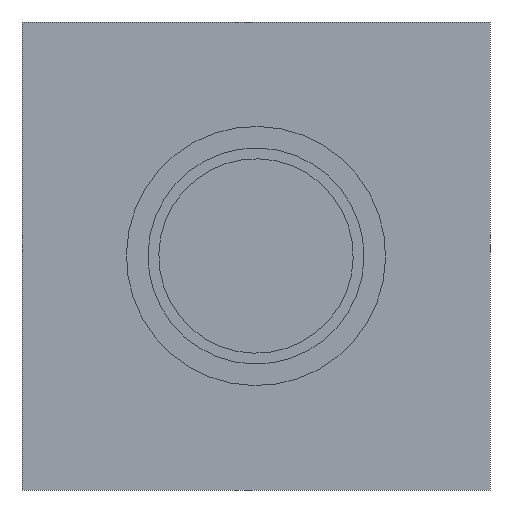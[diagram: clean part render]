
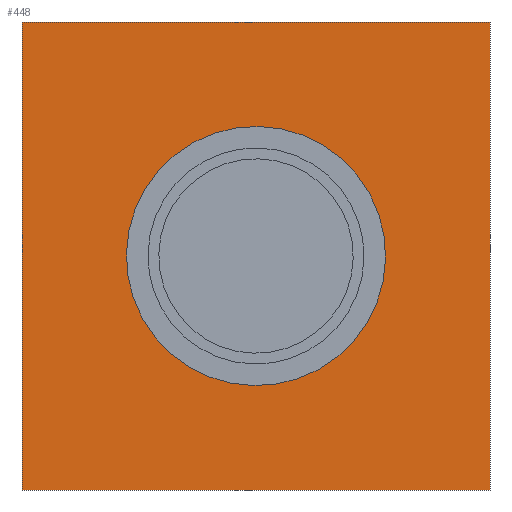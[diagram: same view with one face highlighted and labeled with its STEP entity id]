
A CAD part, left-side view. The second image highlights one B-rep face of the part: STEP entity #448.
In plain terms, the highlighted planar face has unit normal (-1, 0, 0).
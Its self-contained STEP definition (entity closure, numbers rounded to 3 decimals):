
#74=CARTESIAN_POINT('Vertex',(0.,-3.949,-37.157)) ;
#88=CARTESIAN_POINT('Vertex',(0.,3.949,-32.843)) ;
#91=CARTESIAN_POINT('Axis2P3D Location',(0.,0.,-35.)) ;
#108=CARTESIAN_POINT('Axis2P3D Location',(0.,0.,-35.)) ;
#245=CARTESIAN_POINT('Vertex',(0.,-130.,130.)) ;
#248=CARTESIAN_POINT('Line Origine',(0.,-130.,0.)) ;
#252=CARTESIAN_POINT('Vertex',(0.,-130.,-130.)) ;
#272=CARTESIAN_POINT('Line Origine',(0.,0.,-130.)) ;
#276=CARTESIAN_POINT('Vertex',(0.,130.,-130.)) ;
#296=CARTESIAN_POINT('Line Origine',(0.,130.,0.)) ;
#300=CARTESIAN_POINT('Vertex',(0.,130.,130.)) ;
#320=CARTESIAN_POINT('Line Origine',(0.,0.,130.)) ;
#341=CARTESIAN_POINT('Vertex',(0.,-23.,0.)) ;
#344=CARTESIAN_POINT('Axis2P3D Location',(0.,0.,0.)) ;
#348=CARTESIAN_POINT('Vertex',(0.,23.,0.)) ;
#363=CARTESIAN_POINT('Axis2P3D Location',(0.,0.,0.)) ;
#375=CARTESIAN_POINT('Axis2P3D Location',(0.,0.,0.)) ;
#394=CARTESIAN_POINT('Axis2P3D Location',(0.,35.,0.)) ;
#398=CARTESIAN_POINT('Vertex',(0.,32.843,3.949)) ;
#400=CARTESIAN_POINT('Vertex',(0.,37.157,-3.949)) ;
#403=CARTESIAN_POINT('Axis2P3D Location',(0.,35.,0.)) ;
#412=CARTESIAN_POINT('Axis2P3D Location',(0.,0.,35.)) ;
#416=CARTESIAN_POINT('Vertex',(0.,-3.949,32.843)) ;
#418=CARTESIAN_POINT('Vertex',(0.,3.949,37.157)) ;
#421=CARTESIAN_POINT('Axis2P3D Location',(0.,0.,35.)) ;
#430=CARTESIAN_POINT('Axis2P3D Location',(0.,-35.,0.)) ;
#434=CARTESIAN_POINT('Vertex',(0.,-32.843,-3.949)) ;
#436=CARTESIAN_POINT('Vertex',(0.,-37.157,3.949)) ;
#439=CARTESIAN_POINT('Axis2P3D Location',(0.,-35.,0.)) ;
#92=DIRECTION('Axis2P3D Direction',(1.,0.,-0.)) ;
#109=DIRECTION('Axis2P3D Direction',(1.,0.,-0.)) ;
#249=DIRECTION('Vector Direction',(0.,0.,-1.)) ;
#273=DIRECTION('Vector Direction',(0.,-1.,0.)) ;
#297=DIRECTION('Vector Direction',(0.,0.,1.)) ;
#321=DIRECTION('Vector Direction',(0.,1.,0.)) ;
#345=DIRECTION('Axis2P3D Direction',(1.,0.,0.)) ;
#364=DIRECTION('Axis2P3D Direction',(1.,0.,0.)) ;
#376=DIRECTION('Axis2P3D Direction',(1.,0.,0.)) ;
#377=DIRECTION('Axis2P3D XDirection',(0.,1.,0.)) ;
#395=DIRECTION('Axis2P3D Direction',(1.,0.,0.)) ;
#404=DIRECTION('Axis2P3D Direction',(1.,0.,0.)) ;
#413=DIRECTION('Axis2P3D Direction',(1.,0.,0.)) ;
#422=DIRECTION('Axis2P3D Direction',(1.,0.,0.)) ;
#431=DIRECTION('Axis2P3D Direction',(1.,0.,0.)) ;
#440=DIRECTION('Axis2P3D Direction',(1.,0.,0.)) ;
#93=AXIS2_PLACEMENT_3D('Circle Axis2P3D',#91,#92,$) ;
#110=AXIS2_PLACEMENT_3D('Circle Axis2P3D',#108,#109,$) ;
#346=AXIS2_PLACEMENT_3D('Circle Axis2P3D',#344,#345,$) ;
#365=AXIS2_PLACEMENT_3D('Circle Axis2P3D',#363,#364,$) ;
#378=AXIS2_PLACEMENT_3D('Plane Axis2P3D',#375,#376,#377) ;
#396=AXIS2_PLACEMENT_3D('Circle Axis2P3D',#394,#395,$) ;
#405=AXIS2_PLACEMENT_3D('Circle Axis2P3D',#403,#404,$) ;
#414=AXIS2_PLACEMENT_3D('Circle Axis2P3D',#412,#413,$) ;
#423=AXIS2_PLACEMENT_3D('Circle Axis2P3D',#421,#422,$) ;
#432=AXIS2_PLACEMENT_3D('Circle Axis2P3D',#430,#431,$) ;
#441=AXIS2_PLACEMENT_3D('Circle Axis2P3D',#439,#440,$) ;
#381=ORIENTED_EDGE('',*,*,#324,.F.) ;
#382=ORIENTED_EDGE('',*,*,#302,.F.) ;
#383=ORIENTED_EDGE('',*,*,#278,.F.) ;
#384=ORIENTED_EDGE('',*,*,#254,.F.) ;
#387=ORIENTED_EDGE('',*,*,#95,.T.) ;
#388=ORIENTED_EDGE('',*,*,#112,.T.) ;
#391=ORIENTED_EDGE('',*,*,#350,.T.) ;
#392=ORIENTED_EDGE('',*,*,#367,.T.) ;
#409=ORIENTED_EDGE('',*,*,#402,.T.) ;
#410=ORIENTED_EDGE('',*,*,#407,.T.) ;
#427=ORIENTED_EDGE('',*,*,#420,.T.) ;
#428=ORIENTED_EDGE('',*,*,#425,.T.) ;
#445=ORIENTED_EDGE('',*,*,#438,.T.) ;
#446=ORIENTED_EDGE('',*,*,#443,.T.) ;
#389=FACE_BOUND('',#386,.T.) ;
#393=FACE_BOUND('',#390,.T.) ;
#411=FACE_BOUND('',#408,.T.) ;
#429=FACE_BOUND('',#426,.T.) ;
#447=FACE_BOUND('',#444,.T.) ;
#250=VECTOR('Line Direction',#249,1.) ;
#274=VECTOR('Line Direction',#273,1.) ;
#298=VECTOR('Line Direction',#297,1.) ;
#322=VECTOR('Line Direction',#321,1.) ;
#448=ADVANCED_FACE('Corps principal',(#385,#389,#393,#411,#429,#447),#379,.F.) ;
#94=CIRCLE('generated circle',#93,4.5) ;
#111=CIRCLE('generated circle',#110,4.5) ;
#347=CIRCLE('generated circle',#346,23.) ;
#366=CIRCLE('generated circle',#365,23.) ;
#397=CIRCLE('generated circle',#396,4.5) ;
#406=CIRCLE('generated circle',#405,4.5) ;
#415=CIRCLE('generated circle',#414,4.5) ;
#424=CIRCLE('generated circle',#423,4.5) ;
#433=CIRCLE('generated circle',#432,4.5) ;
#442=CIRCLE('generated circle',#441,4.5) ;
#95=EDGE_CURVE('',#75,#89,#94,.T.) ;
#112=EDGE_CURVE('',#89,#75,#111,.T.) ;
#254=EDGE_CURVE('',#246,#253,#251,.T.) ;
#278=EDGE_CURVE('',#253,#277,#275,.F.) ;
#302=EDGE_CURVE('',#277,#301,#299,.T.) ;
#324=EDGE_CURVE('',#301,#246,#323,.F.) ;
#350=EDGE_CURVE('',#349,#342,#347,.T.) ;
#367=EDGE_CURVE('',#342,#349,#366,.T.) ;
#402=EDGE_CURVE('',#399,#401,#397,.T.) ;
#407=EDGE_CURVE('',#401,#399,#406,.T.) ;
#420=EDGE_CURVE('',#417,#419,#415,.T.) ;
#425=EDGE_CURVE('',#419,#417,#424,.T.) ;
#438=EDGE_CURVE('',#435,#437,#433,.T.) ;
#443=EDGE_CURVE('',#437,#435,#442,.T.) ;
#380=EDGE_LOOP('',(#381,#382,#383,#384)) ;
#386=EDGE_LOOP('',(#387,#388)) ;
#390=EDGE_LOOP('',(#391,#392)) ;
#408=EDGE_LOOP('',(#409,#410)) ;
#426=EDGE_LOOP('',(#427,#428)) ;
#444=EDGE_LOOP('',(#445,#446)) ;
#385=FACE_OUTER_BOUND('',#380,.T.) ;
#251=LINE('Line',#248,#250) ;
#275=LINE('Line',#272,#274) ;
#299=LINE('Line',#296,#298) ;
#323=LINE('Line',#320,#322) ;
#379=PLANE('',#378) ;
#75=VERTEX_POINT('',#74) ;
#89=VERTEX_POINT('',#88) ;
#246=VERTEX_POINT('',#245) ;
#253=VERTEX_POINT('',#252) ;
#277=VERTEX_POINT('',#276) ;
#301=VERTEX_POINT('',#300) ;
#342=VERTEX_POINT('',#341) ;
#349=VERTEX_POINT('',#348) ;
#399=VERTEX_POINT('',#398) ;
#401=VERTEX_POINT('',#400) ;
#417=VERTEX_POINT('',#416) ;
#419=VERTEX_POINT('',#418) ;
#435=VERTEX_POINT('',#434) ;
#437=VERTEX_POINT('',#436) ;
